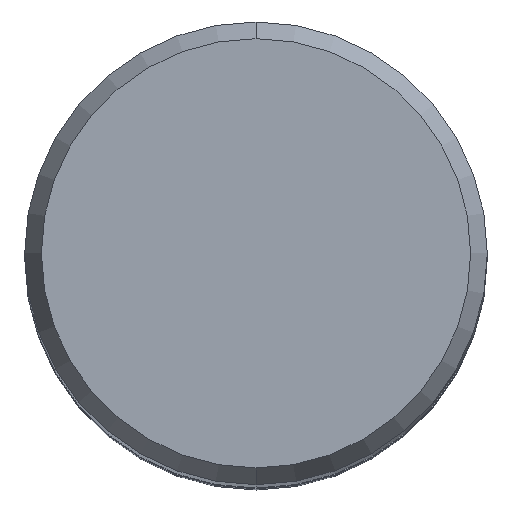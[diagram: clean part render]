
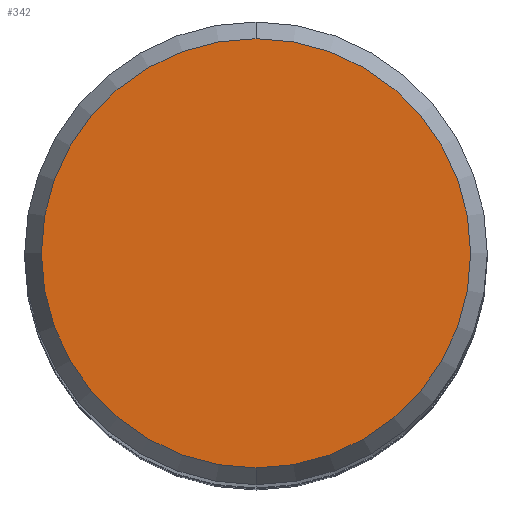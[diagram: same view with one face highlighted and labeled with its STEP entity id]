
A CAD part, top view. The second image highlights one B-rep face of the part: STEP entity #342.
In plain terms, the highlighted planar face has unit normal (0, 0, 1).
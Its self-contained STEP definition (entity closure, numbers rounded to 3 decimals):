
#306=VERTEX_POINT('',#654);
#342=ADVANCED_FACE('',(#694),#695,.T.);
#346=EDGE_CURVE('',#384,#306,#699,.T.);
#366=EDGE_CURVE('',#306,#384,#719,.T.);
#384=VERTEX_POINT('',#738);
#654=CARTESIAN_POINT('',(0.0,8.837,0.0));
#694=FACE_OUTER_BOUND('',#1219,.T.);
#695=PLANE('',#1220);
#699=CIRCLE('',#1227,8.837);
#719=CIRCLE('',#1266,8.837);
#738=CARTESIAN_POINT('',(0.,-8.837,0.0));
#1219=EDGE_LOOP('',(#1917,#1918));
#1220=AXIS2_PLACEMENT_3D('',#1919,#1920,#1921);
#1227=AXIS2_PLACEMENT_3D('',#1923,#1924,#1925);
#1266=AXIS2_PLACEMENT_3D('',#1932,#1933,#1934);
#1917=ORIENTED_EDGE('',*,*,#366,.F.);
#1918=ORIENTED_EDGE('',*,*,#346,.F.);
#1919=CARTESIAN_POINT('',(0.0,4.419,0.0));
#1920=DIRECTION('',(-0.0,0.0,1.0));
#1921=DIRECTION('',(0.0,-1.0,0.0));
#1923=CARTESIAN_POINT('',(0.0,0.0,0.0));
#1924=DIRECTION('',(0.0,0.0,-1.0));
#1925=DIRECTION('',(0.0,1.0,0.0));
#1932=CARTESIAN_POINT('',(0.0,0.0,0.0));
#1933=DIRECTION('',(0.0,0.0,-1.0));
#1934=DIRECTION('',(0.0,1.0,0.0));
